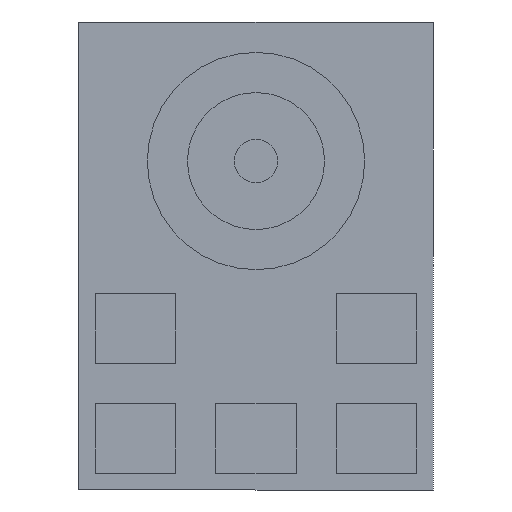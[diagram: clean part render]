
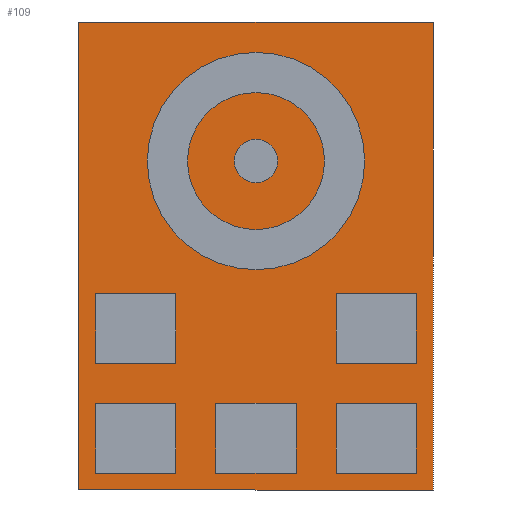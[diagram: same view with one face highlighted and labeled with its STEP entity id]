
A CAD part, front view. The second image highlights one B-rep face of the part: STEP entity #109.
In plain terms, the highlighted planar face has unit normal (0, -1, 0).
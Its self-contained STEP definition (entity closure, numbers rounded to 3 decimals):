
#22 = ORIENTED_EDGE ( 'NONE', *, *, #819, .F. ) ;
#109 = ADVANCED_FACE ( 'NONE', ( #1210, #1621 ), #893, .F. ) ;
#273 = DIRECTION ( 'NONE',  ( 0., 1., 0. ) ) ;
#274 = CARTESIAN_POINT ( 'NONE',  ( -1.325, 0.02, 1.04 ) ) ;
#321 = ORIENTED_EDGE ( 'NONE', *, *, #1971, .T. ) ;
#335 = ORIENTED_EDGE ( 'NONE', *, *, #2013, .F. ) ;
#432 = CIRCLE ( 'NONE', #657, 0.163 ) ;
#480 = CARTESIAN_POINT ( 'NONE',  ( -1.325, 0.02, 1.04 ) ) ;
#528 = CARTESIAN_POINT ( 'NONE',  ( -1.325, 0.02, -2.46 ) ) ;
#602 = EDGE_LOOP ( 'NONE', ( #1054, #22, #335, #1071 ) ) ;
#650 = CARTESIAN_POINT ( 'NONE',  ( 1.325, 0.02, 1.04 ) ) ;
#657 = AXIS2_PLACEMENT_3D ( 'NONE', #989, #2228, #1174 ) ;
#798 = DIRECTION ( 'NONE',  ( -1., 0., 0. ) ) ;
#804 = CARTESIAN_POINT ( 'NONE',  ( 0., 0.02, -0.163 ) ) ;
#819 = EDGE_CURVE ( 'NONE', #1748, #1110, #1106, .T. ) ;
#820 = DIRECTION ( 'NONE',  ( 0., 0., 1. ) ) ;
#893 = PLANE ( 'NONE',  #1403 ) ;
#900 = EDGE_CURVE ( 'NONE', #1501, #2233, #974, .T. ) ;
#905 = AXIS2_PLACEMENT_3D ( 'NONE', #1355, #273, #1534 ) ;
#974 = LINE ( 'NONE', #274, #1809 ) ;
#989 = CARTESIAN_POINT ( 'NONE',  ( 0., 0.02, 0. ) ) ;
#996 = CARTESIAN_POINT ( 'NONE',  ( 1.325, 0.02, -2.46 ) ) ;
#1054 = ORIENTED_EDGE ( 'NONE', *, *, #2182, .F. ) ;
#1071 = ORIENTED_EDGE ( 'NONE', *, *, #900, .F. ) ;
#1083 = DIRECTION ( 'NONE',  ( 0., 0., 1. ) ) ;
#1099 = EDGE_LOOP ( 'NONE', ( #1578, #321 ) ) ;
#1106 = LINE ( 'NONE', #2221, #1983 ) ;
#1110 = VERTEX_POINT ( 'NONE', #528 ) ;
#1174 = DIRECTION ( 'NONE',  ( 0., 0., 1. ) ) ;
#1210 = FACE_OUTER_BOUND ( 'NONE', #602, .T. ) ;
#1222 = CIRCLE ( 'NONE', #905, 0.163 ) ;
#1355 = CARTESIAN_POINT ( 'NONE',  ( 0., 0.02, 0. ) ) ;
#1373 = VECTOR ( 'NONE', #820, 1000. ) ;
#1403 = AXIS2_PLACEMENT_3D ( 'NONE', #1773, #1602, #1083 ) ;
#1467 = LINE ( 'NONE', #996, #1938 ) ;
#1501 = VERTEX_POINT ( 'NONE', #480 ) ;
#1534 = DIRECTION ( 'NONE',  ( 0., 0., 1. ) ) ;
#1547 = DIRECTION ( 'NONE',  ( 1., 0., 0. ) ) ;
#1578 = ORIENTED_EDGE ( 'NONE', *, *, #1911, .T. ) ;
#1602 = DIRECTION ( 'NONE',  ( 0., 1., 0. ) ) ;
#1621 = FACE_BOUND ( 'NONE', #1099, .T. ) ;
#1689 = CARTESIAN_POINT ( 'NONE',  ( 0., 0.02, 0.163 ) ) ;
#1708 = CARTESIAN_POINT ( 'NONE',  ( -1.325, 0.02, -2.46 ) ) ;
#1748 = VERTEX_POINT ( 'NONE', #1966 ) ;
#1773 = CARTESIAN_POINT ( 'NONE',  ( 0., 0.02, 0. ) ) ;
#1809 = VECTOR ( 'NONE', #1547, 1000. ) ;
#1842 = LINE ( 'NONE', #1708, #1373 ) ;
#1911 = EDGE_CURVE ( 'NONE', #1914, #1917, #432, .T. ) ;
#1914 = VERTEX_POINT ( 'NONE', #804 ) ;
#1917 = VERTEX_POINT ( 'NONE', #1689 ) ;
#1938 = VECTOR ( 'NONE', #2083, 1000. ) ;
#1966 = CARTESIAN_POINT ( 'NONE',  ( 1.325, 0.02, -2.46 ) ) ;
#1971 = EDGE_CURVE ( 'NONE', #1917, #1914, #1222, .T. ) ;
#1983 = VECTOR ( 'NONE', #798, 1000. ) ;
#2013 = EDGE_CURVE ( 'NONE', #2233, #1748, #1467, .T. ) ;
#2083 = DIRECTION ( 'NONE',  ( 0., 0., -1. ) ) ;
#2182 = EDGE_CURVE ( 'NONE', #1110, #1501, #1842, .T. ) ;
#2221 = CARTESIAN_POINT ( 'NONE',  ( -1.325, 0.02, -2.46 ) ) ;
#2228 = DIRECTION ( 'NONE',  ( 0., 1., 0. ) ) ;
#2233 = VERTEX_POINT ( 'NONE', #650 ) ;
